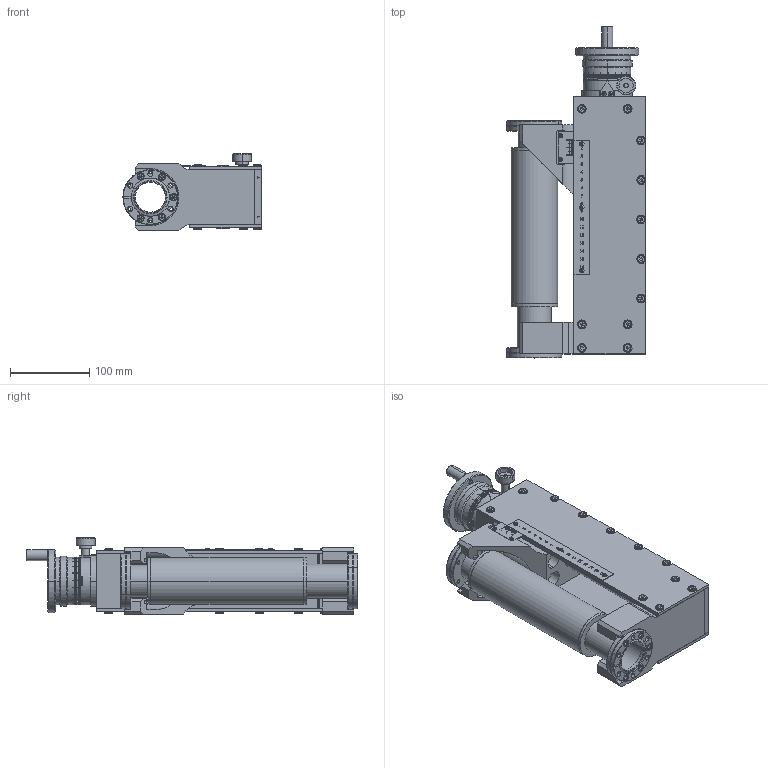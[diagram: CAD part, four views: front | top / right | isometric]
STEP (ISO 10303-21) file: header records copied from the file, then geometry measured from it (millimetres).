
FILE_DESCRIPTION (( 'STEP AP214' ), '1' );
FILE_NAME ('420MZA040-150.stp', '2017-07-05T09:26:19', ( '' ), ( '' ), 'SwSTEP 2.0', 'SolidWorks 2015', '' );
FILE_SCHEMA (( 'AUTOMOTIVE_DESIGN' ));
Length unit declared in the file: millimetre
Products named in the file (1): 420MZA040-150
Bounding box: 174.75 x 419.7 x 97 mm (x, y, z)
Volume: 2175139.7 mm3; surface area: 561448.6 mm2
Topology: 78 solids, 88 shells, 4452 faces, 11132 edges, 6913 vertices
Faces by surface type: plane 2629, cylinder 915, cone 479, torus 264, bspline 151, sphere 14
Entity records: 184649 total; most frequent: CARTESIAN_POINT 30742, DIRECTION 22363, ORIENTED_EDGE 21764, EDGE_CURVE 10882, AXIS2_PLACEMENT_3D 7674, LINE 7015, VECTOR 7015, VERTEX_POINT 6913
